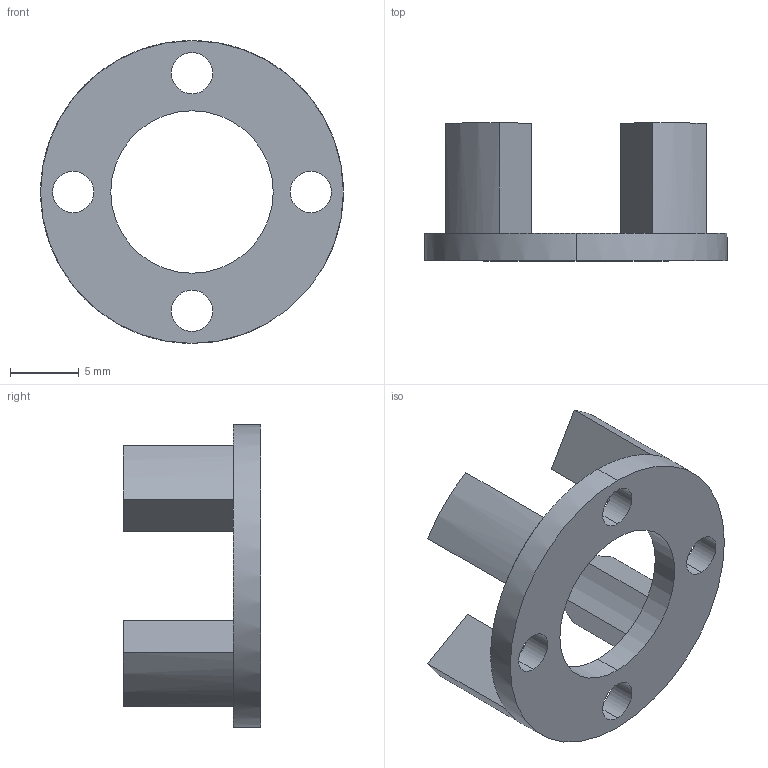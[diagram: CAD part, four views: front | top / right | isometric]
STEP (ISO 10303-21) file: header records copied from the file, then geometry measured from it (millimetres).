
FILE_DESCRIPTION (( 'STEP AP214' ), '1' );
FILE_NAME ('Robo2 Pen Cap.STEP', '2025-05-25T23:05:35', ( '' ), ( '' ), 'SwSTEP 2.0', 'SolidWorks 2024', '' );
FILE_SCHEMA (( 'AUTOMOTIVE_DESIGN' ));
Length unit declared in the file: millimetre
Products named in the file (1): Robo2 Pen Cap
Bounding box: 22 x 10 x 22 mm (x, y, z)
Volume: 1145.6 mm3; surface area: 1354.8 mm2
Topology: 1 solids, 1 shells, 33 faces, 86 edges, 57 vertices
Faces by surface type: cylinder 19, plane 14
Entity records: 1077 total; most frequent: DIRECTION 196, CARTESIAN_POINT 177, ORIENTED_EDGE 172, EDGE_CURVE 86, AXIS2_PLACEMENT_3D 76, VERTEX_POINT 57, EDGE_LOOP 45, LINE 44
